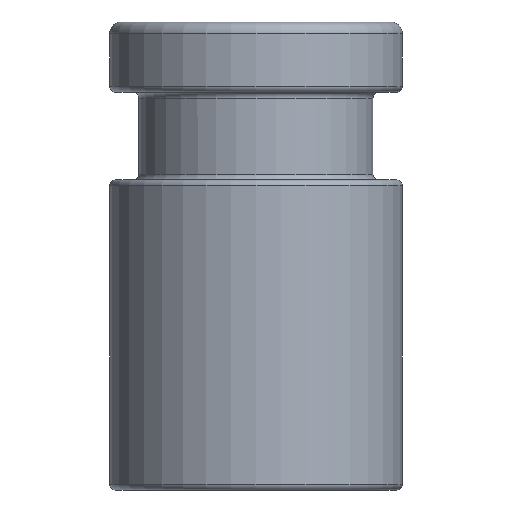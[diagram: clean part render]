
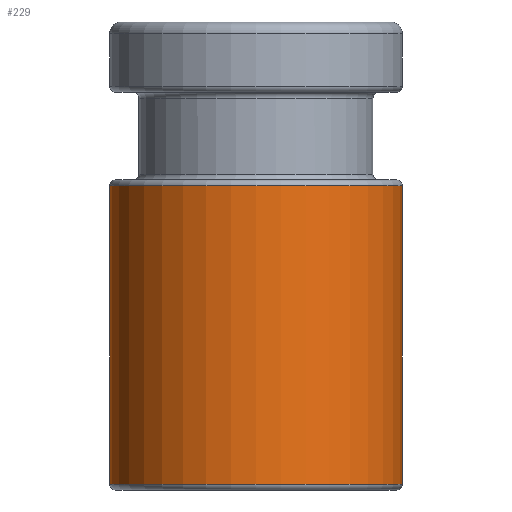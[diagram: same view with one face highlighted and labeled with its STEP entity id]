
A CAD part, front view. The second image highlights one B-rep face of the part: STEP entity #229.
In plain terms, the highlighted cylindrical face has radius 2.5 mm (diameter 5 mm), a full revolution.
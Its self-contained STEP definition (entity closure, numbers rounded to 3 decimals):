
#24=LINE('',#424,#28);
#28=VECTOR('',#340,2.5);
#32=CYLINDRICAL_SURFACE('',#271,2.5);
#41=FACE_OUTER_BOUND('',#59,.T.);
#59=EDGE_LOOP('',(#175,#176,#177,#178,#179));
#81=CIRCLE('',#269,2.5);
#83=CIRCLE('',#272,2.5);
#84=CIRCLE('',#273,2.5);
#107=VERTEX_POINT('',#417);
#108=VERTEX_POINT('',#421);
#109=VERTEX_POINT('',#422);
#130=EDGE_CURVE('',#107,#107,#81,.T.);
#132=EDGE_CURVE('',#108,#109,#83,.T.);
#133=EDGE_CURVE('',#108,#107,#24,.T.);
#134=EDGE_CURVE('',#109,#108,#84,.T.);
#175=ORIENTED_EDGE('',*,*,#132,.F.);
#176=ORIENTED_EDGE('',*,*,#133,.T.);
#177=ORIENTED_EDGE('',*,*,#130,.F.);
#178=ORIENTED_EDGE('',*,*,#133,.F.);
#179=ORIENTED_EDGE('',*,*,#134,.F.);
#229=ADVANCED_FACE('',(#41),#32,.T.);
#269=AXIS2_PLACEMENT_3D('',#418,#332,#333);
#271=AXIS2_PLACEMENT_3D('',#420,#336,#337);
#272=AXIS2_PLACEMENT_3D('',#423,#338,#339);
#273=AXIS2_PLACEMENT_3D('',#425,#341,#342);
#332=DIRECTION('center_axis',(0.,0.,-1.));
#333=DIRECTION('ref_axis',(1.,0.,0.));
#336=DIRECTION('center_axis',(0.,0.,1.));
#337=DIRECTION('ref_axis',(1.,0.,0.));
#338=DIRECTION('center_axis',(0.,0.,1.));
#339=DIRECTION('ref_axis',(1.,0.,0.));
#340=DIRECTION('',(0.,0.,-1.));
#341=DIRECTION('center_axis',(0.,0.,1.));
#342=DIRECTION('ref_axis',(1.,0.,0.));
#417=CARTESIAN_POINT('',(22.5,25.,0.1));
#418=CARTESIAN_POINT('Origin',(25.,25.,0.1));
#420=CARTESIAN_POINT('Origin',(25.,25.,0.));
#421=CARTESIAN_POINT('',(22.5,25.,5.2));
#422=CARTESIAN_POINT('',(27.5,25.,5.2));
#423=CARTESIAN_POINT('Origin',(25.,25.,5.2));
#424=CARTESIAN_POINT('',(22.5,25.,0.));
#425=CARTESIAN_POINT('Origin',(25.,25.,5.2));
